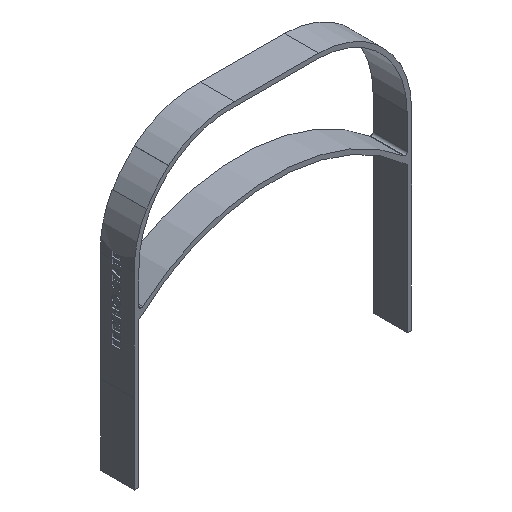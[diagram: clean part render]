
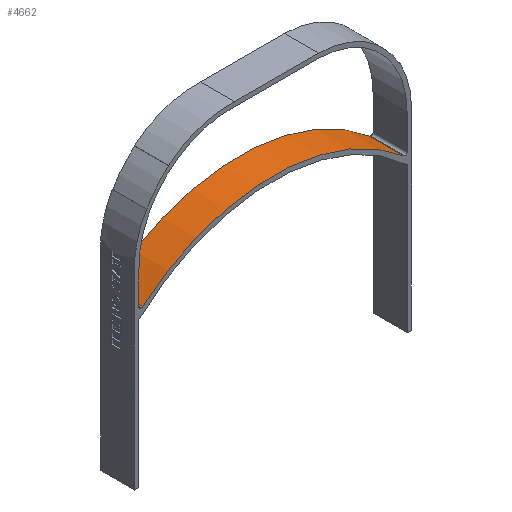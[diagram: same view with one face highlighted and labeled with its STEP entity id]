
A CAD part, isometric view. The second image highlights one B-rep face of the part: STEP entity #4662.
In plain terms, the highlighted cylindrical face has radius 112.273 mm (diameter 224.547 mm), a partial arc.
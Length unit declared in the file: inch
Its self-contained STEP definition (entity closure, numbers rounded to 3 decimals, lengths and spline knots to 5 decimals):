
#175 = EDGE_CURVE ( 'NONE', #1439, #3036, #5269, .T. ) ;
#366 = VECTOR ( 'NONE', #5612, 39.37008 ) ;
#387 = ORIENTED_EDGE ( 'NONE', *, *, #175, .T. ) ;
#394 = DIRECTION ( 'NONE',  ( 0., -1., 0. ) ) ;
#404 = FACE_OUTER_BOUND ( 'NONE', #6744, .T. ) ;
#548 = EDGE_CURVE ( 'NONE', #1439, #3701, #4538, .T. ) ;
#647 = DIRECTION ( 'NONE',  ( 0., 1., 0. ) ) ;
#865 = DIRECTION ( 'NONE',  ( 0., -1., 0. ) ) ;
#1238 = AXIS2_PLACEMENT_3D ( 'NONE', #3877, #394, #2723 ) ;
#1363 = VECTOR ( 'NONE', #647, 39.37008 ) ;
#1439 = VERTEX_POINT ( 'NONE', #2769 ) ;
#1553 = CARTESIAN_POINT ( 'NONE',  ( -2.86756, 0., 3.41098 ) ) ;
#1586 = CIRCLE ( 'NONE', #6462, 4.42021 ) ;
#1853 = CARTESIAN_POINT ( 'NONE',  ( -2.86756, 0.75, 3.41098 ) ) ;
#2130 = DIRECTION ( 'NONE',  ( 0., 0., -1. ) ) ;
#2226 = CARTESIAN_POINT ( 'NONE',  ( 2.86756, 0.75, 3.41098 ) ) ;
#2723 = DIRECTION ( 'NONE',  ( 1., 0., 0. ) ) ;
#2769 = CARTESIAN_POINT ( 'NONE',  ( 2.86756, 0., 3.41098 ) ) ;
#3036 = VERTEX_POINT ( 'NONE', #6816 ) ;
#3130 = DIRECTION ( 'NONE',  ( 1., 0., 0. ) ) ;
#3158 = CARTESIAN_POINT ( 'NONE',  ( -2.86756, 0.75, 3.41098 ) ) ;
#3350 = ORIENTED_EDGE ( 'NONE', *, *, #548, .F. ) ;
#3390 = ORIENTED_EDGE ( 'NONE', *, *, #6845, .T. ) ;
#3590 = AXIS2_PLACEMENT_3D ( 'NONE', #6758, #865, #2130 ) ;
#3701 = VERTEX_POINT ( 'NONE', #1553 ) ;
#3877 = CARTESIAN_POINT ( 'NONE',  ( 0., 0., 0.04715 ) ) ;
#4538 = CIRCLE ( 'NONE', #1238, 4.42021 ) ;
#4662 = ADVANCED_FACE ( 'NONE', ( #404 ), #6839, .T. ) ;
#5269 = LINE ( 'NONE', #2226, #1363 ) ;
#5468 = CARTESIAN_POINT ( 'NONE',  ( 0., 0.75, 0.04715 ) ) ;
#5612 = DIRECTION ( 'NONE',  ( 0., -1., 0. ) ) ;
#5644 = ORIENTED_EDGE ( 'NONE', *, *, #5787, .T. ) ;
#5787 = EDGE_CURVE ( 'NONE', #3036, #7405, #1586, .T. ) ;
#6043 = DIRECTION ( 'NONE',  ( 0., -1., 0. ) ) ;
#6462 = AXIS2_PLACEMENT_3D ( 'NONE', #5468, #6043, #3130 ) ;
#6744 = EDGE_LOOP ( 'NONE', ( #3350, #387, #5644, #3390 ) ) ;
#6758 = CARTESIAN_POINT ( 'NONE',  ( 0., 0.75, 0.04715 ) ) ;
#6761 = LINE ( 'NONE', #3158, #366 ) ;
#6816 = CARTESIAN_POINT ( 'NONE',  ( 2.86756, 0.75, 3.41098 ) ) ;
#6839 = CYLINDRICAL_SURFACE ( 'NONE', #3590, 4.42021 ) ;
#6845 = EDGE_CURVE ( 'NONE', #7405, #3701, #6761, .T. ) ;
#7405 = VERTEX_POINT ( 'NONE', #1853 ) ;
